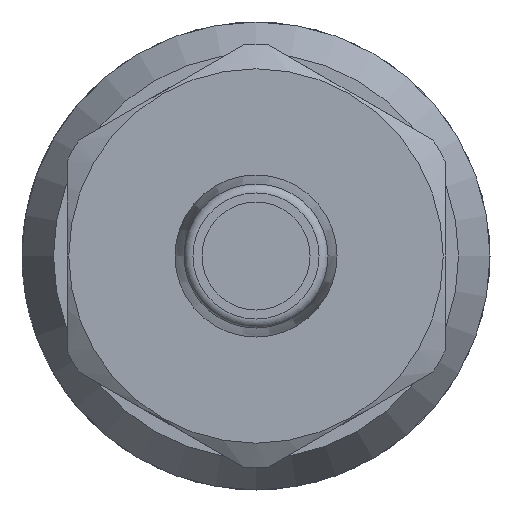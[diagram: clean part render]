
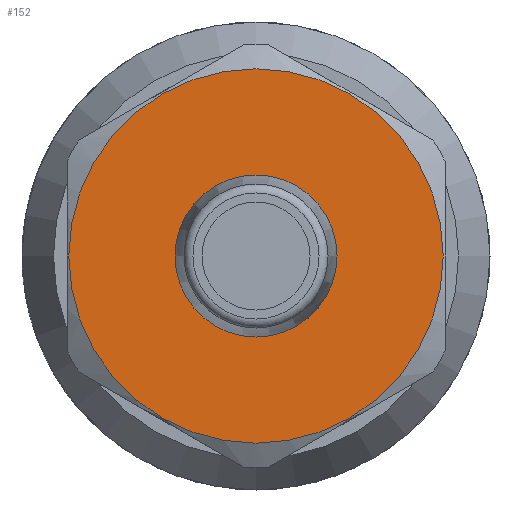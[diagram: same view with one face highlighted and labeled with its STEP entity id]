
A CAD part, left-side view. The second image highlights one B-rep face of the part: STEP entity #152.
In plain terms, the highlighted planar face has unit normal (-1, 0, 0).
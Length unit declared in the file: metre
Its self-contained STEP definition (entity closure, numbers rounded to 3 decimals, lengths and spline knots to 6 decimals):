
#152 = ADVANCED_FACE( 'NONE', ( #387, #388 ), #389, .T. );
#387 = FACE_OUTER_BOUND( '', #735, .T. );
#388 = FACE_BOUND( '', #736, .T. );
#389 = PLANE( '', #737 );
#735 = EDGE_LOOP( '', ( #1150 ) );
#736 = EDGE_LOOP( '', ( #1151 ) );
#737 = AXIS2_PLACEMENT_3D( '', #1152, #1153, #1154 );
#1150 = ORIENTED_EDGE( '', *, *, #1884, .T. );
#1151 = ORIENTED_EDGE( '', *, *, #1817, .F. );
#1152 = CARTESIAN_POINT( '', ( -0.055, 0., 0.0045 ) );
#1153 = DIRECTION( '', ( -1., 0., 0. ) );
#1154 = DIRECTION( '', ( 0., 0., 1. ) );
#1817 = EDGE_CURVE( 'NONE', #2117, #2117, #2118, .T. );
#1884 = EDGE_CURVE( 'NONE', #2236, #2236, #2237, .T. );
#2117 = VERTEX_POINT( '', #2557 );
#2118 = CIRCLE( '', #2558, 0.0045 );
#2236 = VERTEX_POINT( '', #2949 );
#2237 = CIRCLE( '', #2950, 0.0104 );
#2557 = CARTESIAN_POINT( '', ( -0.055, -0.0045, 0. ) );
#2558 = AXIS2_PLACEMENT_3D( '', #3784, #3785, #3786 );
#2949 = CARTESIAN_POINT( '', ( -0.055, -0.0104, 0. ) );
#2950 = AXIS2_PLACEMENT_3D( '', #3865, #3866, #3867 );
#3784 = CARTESIAN_POINT( '', ( -0.055, 0., 0. ) );
#3785 = DIRECTION( '', ( -1., 0., 0. ) );
#3786 = DIRECTION( '', ( 0., -1., 0. ) );
#3865 = CARTESIAN_POINT( '', ( -0.055, 0., 0. ) );
#3866 = DIRECTION( '', ( -1., 0., 0. ) );
#3867 = DIRECTION( '', ( 0., -1., 0. ) );
